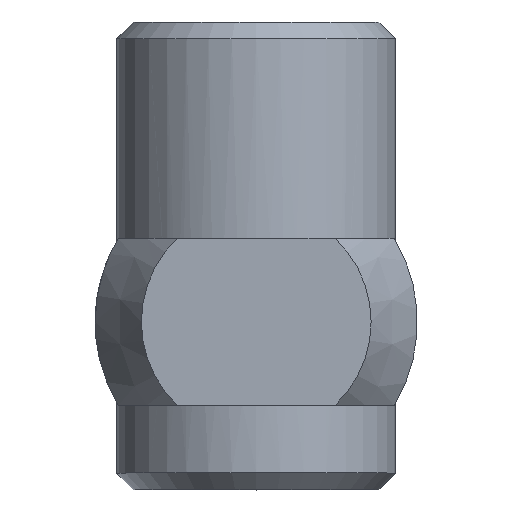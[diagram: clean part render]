
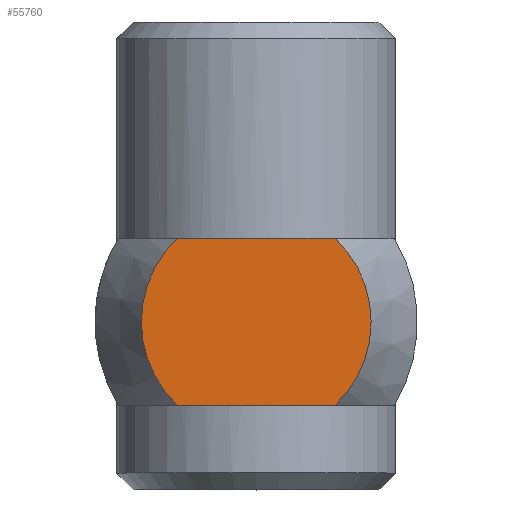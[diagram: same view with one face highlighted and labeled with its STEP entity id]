
A CAD part, top view. The second image highlights one B-rep face of the part: STEP entity #55760.
In plain terms, the highlighted face is planar.
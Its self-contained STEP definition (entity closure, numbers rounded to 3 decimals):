
#1132 = ORIENTED_EDGE ( 'NONE', *, *, #35870, .F. ) ;
#2374 = DIRECTION ( 'NONE',  ( -1., 0., 0. ) ) ;
#5780 = CIRCLE ( 'NONE', #18136, 6.879 ) ;
#6693 = ORIENTED_EDGE ( 'NONE', *, *, #50609, .T. ) ;
#9458 = LINE ( 'NONE', #27627, #13365 ) ;
#13260 = ORIENTED_EDGE ( 'NONE', *, *, #37126, .T. ) ;
#13365 = VECTOR ( 'NONE', #24935, 1000. ) ;
#13514 = VECTOR ( 'NONE', #25773, 1000. ) ;
#15211 = CARTESIAN_POINT ( 'NONE',  ( -14.1, 5., 4.724 ) ) ;
#18136 = AXIS2_PLACEMENT_3D ( 'NONE', #28225, #31811, #36862 ) ;
#23313 = VERTEX_POINT ( 'NONE', #15211 ) ;
#24003 = AXIS2_PLACEMENT_3D ( 'NONE', #28785, #38607, #33846 ) ;
#24935 = DIRECTION ( 'NONE',  ( 0., 0., 1. ) ) ;
#25289 = PLANE ( 'NONE',  #32691 ) ;
#25773 = DIRECTION ( 'NONE',  ( 0., 0., -1. ) ) ;
#26577 = CARTESIAN_POINT ( 'NONE',  ( -14.1, -5., -4.724 ) ) ;
#26836 = CIRCLE ( 'NONE', #24003, 6.879 ) ;
#27627 = CARTESIAN_POINT ( 'NONE',  ( -14.1, -5., -4.724 ) ) ;
#28225 = CARTESIAN_POINT ( 'NONE',  ( -14.1, 0., 0. ) ) ;
#28785 = CARTESIAN_POINT ( 'NONE',  ( -14.1, 0., 0. ) ) ;
#29047 = CARTESIAN_POINT ( 'NONE',  ( -14.1, -5., 4.724 ) ) ;
#30051 = FACE_OUTER_BOUND ( 'NONE', #51751, .T. ) ;
#30246 = LINE ( 'NONE', #49578, #13514 ) ;
#30342 = DIRECTION ( 'NONE',  ( 0., 0., 1. ) ) ;
#31811 = DIRECTION ( 'NONE',  ( 1., 0., 0. ) ) ;
#32691 = AXIS2_PLACEMENT_3D ( 'NONE', #39282, #2374, #30342 ) ;
#33846 = DIRECTION ( 'NONE',  ( 0., 0.727, -0.687 ) ) ;
#33878 = CARTESIAN_POINT ( 'NONE',  ( -14.1, 5., -4.724 ) ) ;
#35870 = EDGE_CURVE ( 'NONE', #23313, #44967, #5780, .T. ) ;
#36862 = DIRECTION ( 'NONE',  ( 0., 0.727, 0.687 ) ) ;
#37126 = EDGE_CURVE ( 'NONE', #49315, #44967, #9458, .T. ) ;
#38199 = VERTEX_POINT ( 'NONE', #33878 ) ;
#38607 = DIRECTION ( 'NONE',  ( -1., 0., 0. ) ) ;
#39282 = CARTESIAN_POINT ( 'NONE',  ( -14.1, 0., 0. ) ) ;
#44967 = VERTEX_POINT ( 'NONE', #29047 ) ;
#45430 = ORIENTED_EDGE ( 'NONE', *, *, #53376, .T. ) ;
#49315 = VERTEX_POINT ( 'NONE', #26577 ) ;
#49578 = CARTESIAN_POINT ( 'NONE',  ( -14.1, 5., 4.724 ) ) ;
#50609 = EDGE_CURVE ( 'NONE', #23313, #38199, #30246, .T. ) ;
#51751 = EDGE_LOOP ( 'NONE', ( #6693, #45430, #13260, #1132 ) ) ;
#53376 = EDGE_CURVE ( 'NONE', #38199, #49315, #26836, .T. ) ;
#55760 = ADVANCED_FACE ( 'NONE', ( #30051 ), #25289, .T. ) ;
